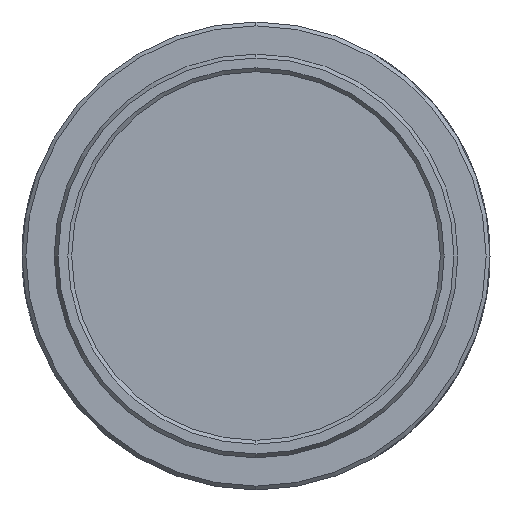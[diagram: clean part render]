
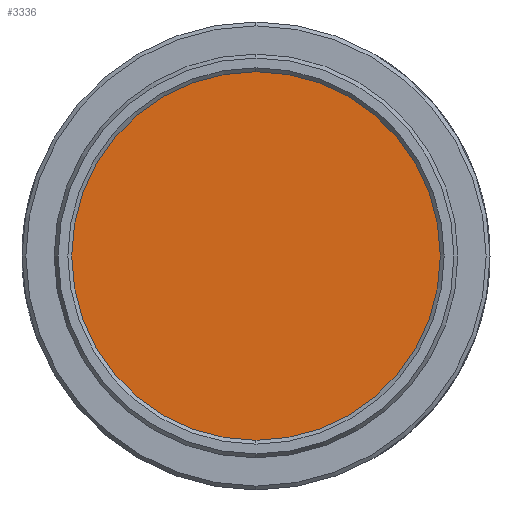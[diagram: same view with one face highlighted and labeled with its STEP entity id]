
A CAD part, left-side view. The second image highlights one B-rep face of the part: STEP entity #3336.
In plain terms, the highlighted planar face has unit normal (-1, 0, 0).
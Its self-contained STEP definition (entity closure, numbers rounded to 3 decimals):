
#175 = EDGE_LOOP ( 'NONE', ( #12779, #3189 ) ) ;
#389 = DIRECTION ( 'NONE',  ( 0., -0.978, 0.208 ) ) ;
#1798 = CARTESIAN_POINT ( 'NONE',  ( -2.324, 0., 0. ) ) ;
#2053 = DIRECTION ( 'NONE',  ( 0., -0.978, 0.208 ) ) ;
#2807 = EDGE_CURVE ( 'NONE', #9268, #13289, #2978, .T. ) ;
#2978 = CIRCLE ( 'NONE', #12841, 12.7 ) ;
#3189 = ORIENTED_EDGE ( 'NONE', *, *, #2807, .F. ) ;
#3336 = ADVANCED_FACE ( 'NONE', ( #14389 ), #14889, .F. ) ;
#4835 = CARTESIAN_POINT ( 'NONE',  ( -2.324, -12.421, 2.647 ) ) ;
#4846 = EDGE_CURVE ( 'NONE', #13289, #9268, #9583, .T. ) ;
#5371 = DIRECTION ( 'NONE',  ( 0., -0.978, 0.208 ) ) ;
#6509 = AXIS2_PLACEMENT_3D ( 'NONE', #10928, #7432, #389 ) ;
#6671 = CARTESIAN_POINT ( 'NONE',  ( -2.324, 0., 0. ) ) ;
#7432 = DIRECTION ( 'NONE',  ( 1., 0., 0. ) ) ;
#9268 = VERTEX_POINT ( 'NONE', #10012 ) ;
#9583 = CIRCLE ( 'NONE', #6509, 12.7 ) ;
#10012 = CARTESIAN_POINT ( 'NONE',  ( -2.324, 12.421, -2.647 ) ) ;
#10928 = CARTESIAN_POINT ( 'NONE',  ( -2.324, 0., 0. ) ) ;
#11287 = DIRECTION ( 'NONE',  ( 1., 0., 0. ) ) ;
#12431 = DIRECTION ( 'NONE',  ( 1., 0., 0. ) ) ;
#12779 = ORIENTED_EDGE ( 'NONE', *, *, #4846, .F. ) ;
#12841 = AXIS2_PLACEMENT_3D ( 'NONE', #1798, #12431, #5371 ) ;
#13289 = VERTEX_POINT ( 'NONE', #4835 ) ;
#14126 = AXIS2_PLACEMENT_3D ( 'NONE', #6671, #11287, #2053 ) ;
#14389 = FACE_OUTER_BOUND ( 'NONE', #175, .T. ) ;
#14889 = PLANE ( 'NONE',  #14126 ) ;
